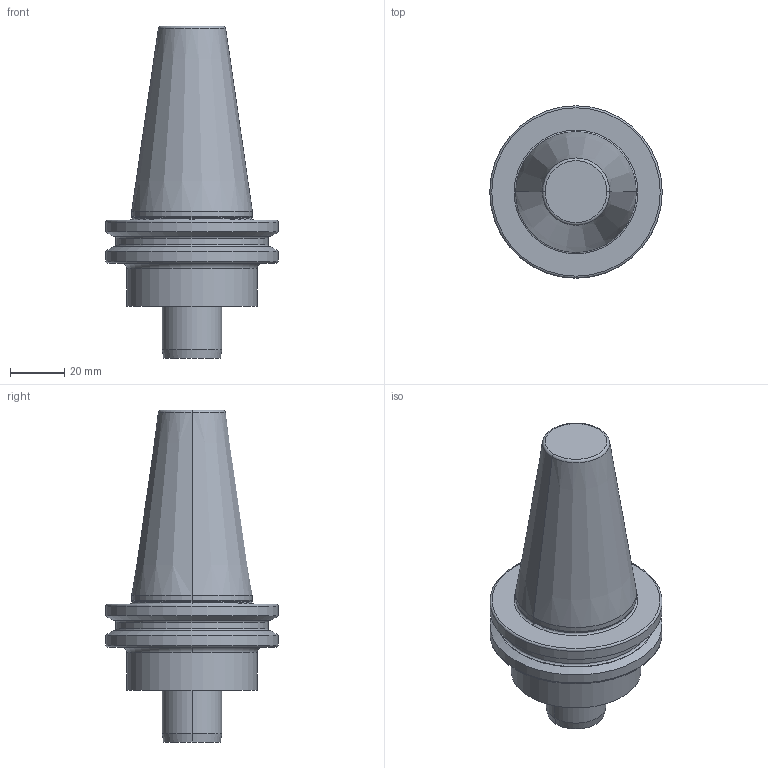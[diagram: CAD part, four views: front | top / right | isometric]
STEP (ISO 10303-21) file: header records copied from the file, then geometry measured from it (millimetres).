
FILE_DESCRIPTION(/* description */ (''),/* implementation_level */ '2;1');
FILE_NAME(/* name */ '1624437150725.stp',/* time_stamp */ '2021-06-23T14:02:44+06:00',/* author */ (''),/* organization */ ('SMS'),/* preprocessor_version */ 'ST-DEVELOPER v16.7',/* originating_system */ 'SIEMENS PLM Software NX 12.0',/* authorisation */ '');
FILE_SCHEMA (('AUTOMOTIVE_DESIGN { 1 0 10303 214 3 1 1 1 }'));
Length unit declared in the file: millimetre
Products named in the file (1): 203547667mod000_00
Bounding box: 63.5 x 63.5 x 122.25 mm (x, y, z)
Volume: 153293.6 mm3; surface area: 20452.4 mm2
Topology: 1 solids, 1 shells, 36 faces, 69 edges, 43 vertices
Faces by surface type: torus 12, cylinder 8, plane 8, cone 8
Full cylindrical faces by diameter (mm): 48 x1, 56 x1, 63.5 x2
Entity records: 991 total; most frequent: DIRECTION 198, CARTESIAN_POINT 160, ORIENTED_EDGE 136, AXIS2_PLACEMENT_3D 91, EDGE_CURVE 68, CIRCLE 51, EDGE_LOOP 42, VERTEX_POINT 40
